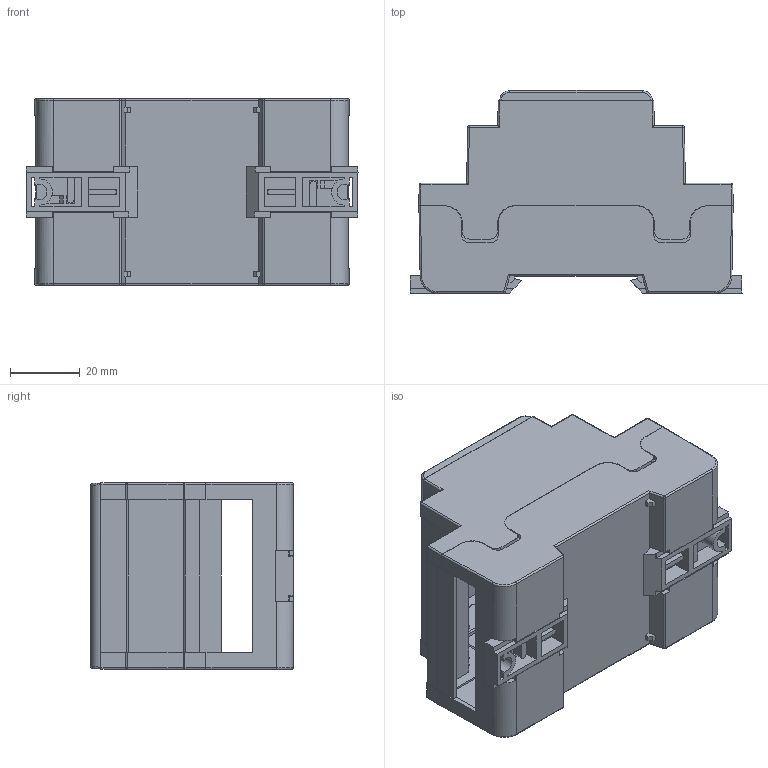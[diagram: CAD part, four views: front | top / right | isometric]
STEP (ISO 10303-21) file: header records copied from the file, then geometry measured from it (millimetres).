
FILE_DESCRIPTION (( 'STEP AP203' ), '1' );
FILE_NAME ('449-330-45.STEP', '2021-08-24T12:46:50', ( '' ), ( '' ), 'SwSTEP 2.0', 'SolidWorks 2018', '' );
FILE_SCHEMA (( 'CONFIG_CONTROL_DESIGN' ));
Length unit declared in the file: centimetre
Products named in the file (5): 044900400_044900400; 449-330-45; 044900300; 044933046; 044933011
Assembly tree (6 placements, depth 2):
  449-330-45
    044933046
    044933011
    044900300  x2
    044900400_044900400  x2
Bounding box: 95 x 58 x 53.5 mm (x, y, z)
Volume: 42029.9 mm3; surface area: 59831 mm2
Topology: 6 solids, 6 shells, 969 faces, 2646 edges, 1712 vertices
Faces by surface type: plane 809, cylinder 136, sphere 12, bspline 4, cone 4, torus 4
Entity records: 23972 total; most frequent: CARTESIAN_POINT 4366, ORIENTED_EDGE 4082, DIRECTION 3737, EDGE_CURVE 2041, LINE 1767, VECTOR 1767, VERTEX_POINT 1326, AXIS2_PLACEMENT_3D 985
